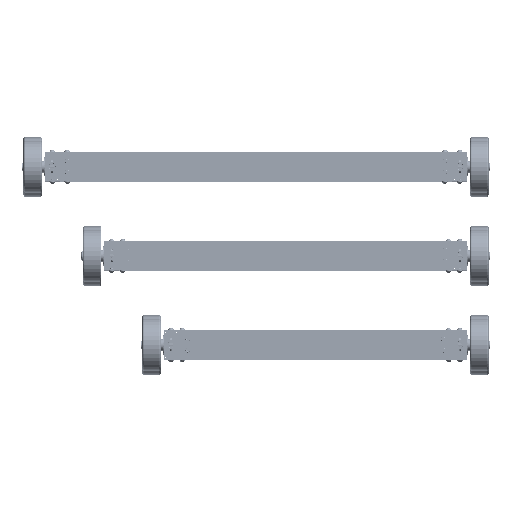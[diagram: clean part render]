
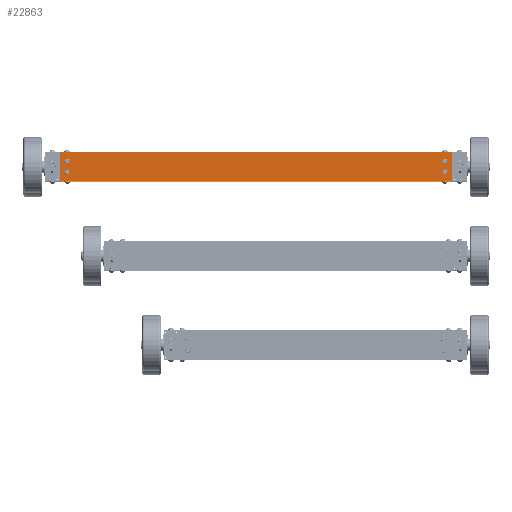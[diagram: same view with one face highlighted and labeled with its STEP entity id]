
A CAD part, top view. The second image highlights one B-rep face of the part: STEP entity #22863.
In plain terms, the highlighted face is planar.
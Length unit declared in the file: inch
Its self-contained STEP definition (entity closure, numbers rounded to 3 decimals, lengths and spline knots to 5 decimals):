
#2705=LINE($,#45998,#3954);
#2707=LINE($,#46002,#3956);
#2708=LINE($,#46004,#3957);
#2709=LINE($,#46005,#3958);
#3954=VECTOR($,#31688,26.438);
#3956=VECTOR($,#31692,2.);
#3957=VECTOR($,#31693,26.438);
#3958=VECTOR($,#31694,2.);
#4429=PLANE($,#25414);
#5027=FACE_BOUND($,#7943,.T.);
#5028=FACE_BOUND($,#7944,.T.);
#5029=FACE_BOUND($,#7945,.T.);
#5030=FACE_BOUND($,#7946,.T.);
#5031=FACE_BOUND($,#7947,.T.);
#7943=EDGE_LOOP($,(#20764));
#7944=EDGE_LOOP($,(#20765));
#7945=EDGE_LOOP($,(#20766));
#7946=EDGE_LOOP($,(#20767));
#7947=EDGE_LOOP($,(#20768,#20769,#20770,#20771));
#9311=CIRCLE($,#25373,0.1);
#9315=CIRCLE($,#25379,0.1);
#9319=CIRCLE($,#25385,0.1);
#9323=CIRCLE($,#25391,0.1);
#11554=VERTEX_POINT($,#45902);
#11558=VERTEX_POINT($,#45912);
#11562=VERTEX_POINT($,#45922);
#11566=VERTEX_POINT($,#45932);
#11590=VERTEX_POINT($,#45995);
#11591=VERTEX_POINT($,#45997);
#11592=VERTEX_POINT($,#46001);
#11593=VERTEX_POINT($,#46003);
#14650=EDGE_CURVE($,#11554,#11554,#9311,.T.);
#14654=EDGE_CURVE($,#11558,#11558,#9315,.T.);
#14658=EDGE_CURVE($,#11562,#11562,#9319,.T.);
#14662=EDGE_CURVE($,#11566,#11566,#9323,.T.);
#14691=EDGE_CURVE($,#11591,#11590,#2705,.T.);
#14693=EDGE_CURVE($,#11590,#11592,#2707,.T.);
#14694=EDGE_CURVE($,#11593,#11592,#2708,.T.);
#14695=EDGE_CURVE($,#11591,#11593,#2709,.T.);
#20764=ORIENTED_EDGE($,*,*,#14650,.T.);
#20765=ORIENTED_EDGE($,*,*,#14654,.T.);
#20766=ORIENTED_EDGE($,*,*,#14658,.T.);
#20767=ORIENTED_EDGE($,*,*,#14662,.T.);
#20768=ORIENTED_EDGE($,*,*,#14693,.T.);
#20769=ORIENTED_EDGE($,*,*,#14694,.F.);
#20770=ORIENTED_EDGE($,*,*,#14695,.F.);
#20771=ORIENTED_EDGE($,*,*,#14691,.T.);
#22863=ADVANCED_FACE($,(#5027,#5028,#5029,#5030,#5031),#4429,.T.);
#25373=AXIS2_PLACEMENT_3D($,#45903,#31589,#31590);
#25379=AXIS2_PLACEMENT_3D($,#45913,#31601,#31602);
#25385=AXIS2_PLACEMENT_3D($,#45923,#31613,#31614);
#25391=AXIS2_PLACEMENT_3D($,#45933,#31625,#31626);
#25414=AXIS2_PLACEMENT_3D($,#46000,#31690,#31691);
#31589=DIRECTION('center_axis',(1.,0.,0.));
#31590=DIRECTION('ref_axis',(0.,0.,-1.));
#31601=DIRECTION('center_axis',(1.,0.,0.));
#31602=DIRECTION('ref_axis',(0.,0.,-1.));
#31613=DIRECTION('center_axis',(1.,0.,0.));
#31614=DIRECTION('ref_axis',(0.,0.,-1.));
#31625=DIRECTION('center_axis',(1.,0.,0.));
#31626=DIRECTION('ref_axis',(0.,0.,-1.));
#31688=DIRECTION($,(0.,0.,1.));
#31690=DIRECTION('center_axis',(-1.,0.,0.));
#31691=DIRECTION('ref_axis',(0.,0.,1.));
#31692=DIRECTION($,(0.,1.,0.));
#31693=DIRECTION($,(0.,0.,1.));
#31694=DIRECTION($,(0.,1.,0.));
#45902=CARTESIAN_POINT('',(0.,-1.37,0.6));
#45903=CARTESIAN_POINT('Origin',(0.,-1.37,0.5));
#45912=CARTESIAN_POINT('',(0.,-0.63,0.6));
#45913=CARTESIAN_POINT('Origin',(0.,-0.63,0.5));
#45922=CARTESIAN_POINT('',(0.,-1.37,26.038));
#45923=CARTESIAN_POINT('Origin',(0.,-1.37,25.938));
#45932=CARTESIAN_POINT('',(0.,-0.63,26.038));
#45933=CARTESIAN_POINT('Origin',(0.,-0.63,25.938));
#45995=CARTESIAN_POINT('',(0.,-2.,26.438));
#45997=CARTESIAN_POINT('',(0.,-2.,0.));
#45998=CARTESIAN_POINT($,(0.,-2.,0.));
#46000=CARTESIAN_POINT('Origin',(0.,-2.,0.));
#46001=CARTESIAN_POINT('',(0.,0.,26.438));
#46002=CARTESIAN_POINT($,(0.,-2.,26.438));
#46003=CARTESIAN_POINT('',(0.,0.,0.));
#46004=CARTESIAN_POINT($,(0.,0.,0.));
#46005=CARTESIAN_POINT($,(0.,-2.,0.));
